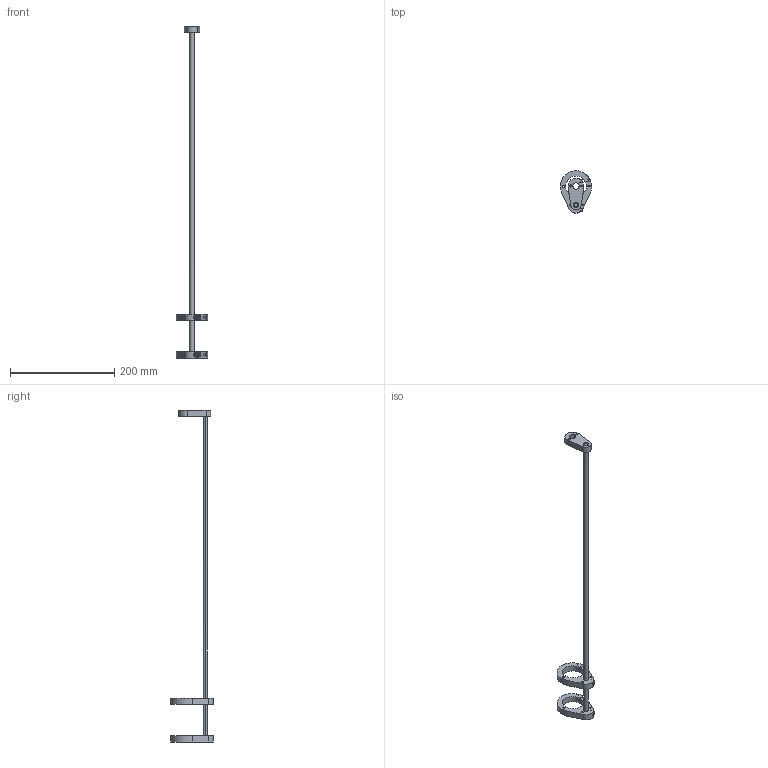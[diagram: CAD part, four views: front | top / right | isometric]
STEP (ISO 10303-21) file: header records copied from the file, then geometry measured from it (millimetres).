
FILE_DESCRIPTION (( 'STEP AP214' ), '1' );
FILE_NAME ('120MDD040-0500-VS.stp', '2017-03-13T13:49:32', ( '' ), ( '' ), 'SwSTEP 2.0', 'SolidWorks 2015', '' );
FILE_SCHEMA (( 'AUTOMOTIVE_DESIGN' ));
Length unit declared in the file: millimetre
Products named in the file (1): 120MDD040-0500-VS
Bounding box: 59.96 x 80.98 x 636 mm (x, y, z)
Volume: 96133.8 mm3; surface area: 42056.6 mm2
Topology: 1 solids, 2 shells, 255 faces, 625 edges, 384 vertices
Faces by surface type: plane 130, cylinder 73, cone 32, bspline 20
Entity records: 11131 total; most frequent: CARTESIAN_POINT 2295, DIRECTION 1281, ORIENTED_EDGE 1226, EDGE_CURVE 613, AXIS2_PLACEMENT_3D 469, VERTEX_POINT 384, LINE 343, VECTOR 343
